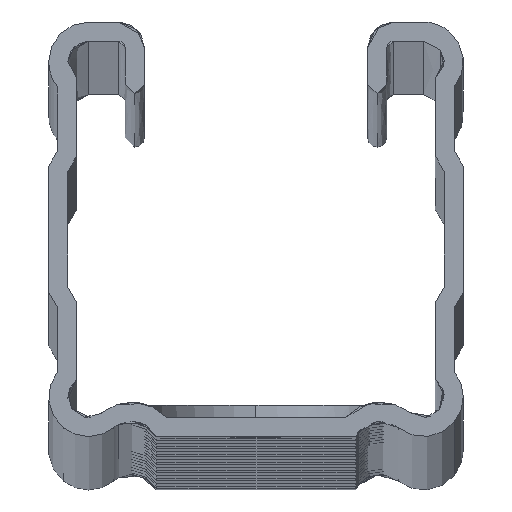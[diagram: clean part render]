
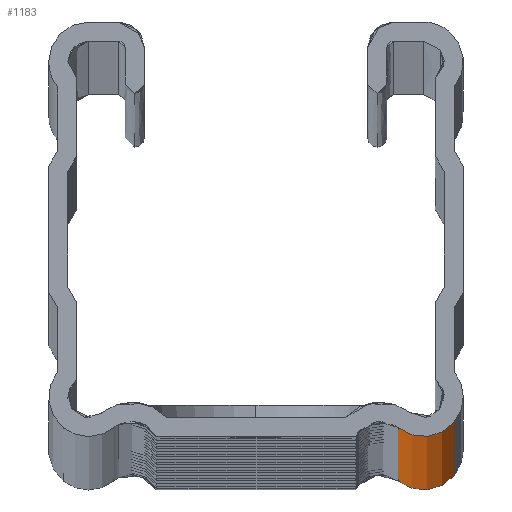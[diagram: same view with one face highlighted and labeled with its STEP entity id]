
A CAD part, top view. The second image highlights one B-rep face of the part: STEP entity #1183.
In plain terms, the highlighted free-form (B-spline) face has degree [3, 1] with [4, 2] control points.
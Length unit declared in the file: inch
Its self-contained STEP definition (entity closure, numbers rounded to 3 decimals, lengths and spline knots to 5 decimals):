
#1183=ADVANCED_FACE('',(#2245),#2246,.T.);
#2245=FACE_OUTER_BOUND('',#5052,.T.);
#2246=B_SPLINE_SURFACE_WITH_KNOTS('',3,1,((#5053,#5054),(#5055,#5056),(#5057,#5058),(#5059,#5060)),.UNSPECIFIED.,.F.,.F.,.F.,(4,4),(2,2),(-1.0,-0.0),(0.0,120.0),.UNSPECIFIED.);
#5052=EDGE_LOOP('',(#7675,#7676,#7677,#7678));
#5053=CARTESIAN_POINT('',(1.31277,0.00019,0.0));
#5054=CARTESIAN_POINT('',(1.31277,0.00019,120.0));
#5055=CARTESIAN_POINT('',(1.37949,-0.05431,0.0));
#5056=CARTESIAN_POINT('',(1.37949,-0.05431,120.0));
#5057=CARTESIAN_POINT('',(1.47777,-0.04441,0.0));
#5058=CARTESIAN_POINT('',(1.47777,-0.04441,120.0));
#5059=CARTESIAN_POINT('',(1.53228,0.02231,0.0));
#5060=CARTESIAN_POINT('',(1.53228,0.02231,120.0));
#7675=ORIENTED_EDGE('',*,*,#8884,.T.);
#7676=ORIENTED_EDGE('',*,*,#8638,.F.);
#7677=ORIENTED_EDGE('',*,*,#9183,.F.);
#7678=ORIENTED_EDGE('',*,*,#8219,.T.);
#8219=EDGE_CURVE('',#9744,#9742,#9745,.T.);
#8638=EDGE_CURVE('',#10430,#10432,#10433,.T.);
#8884=EDGE_CURVE('',#9742,#10432,#10779,.T.);
#9183=EDGE_CURVE('',#9744,#10430,#11137,.T.);
#9742=VERTEX_POINT('',#12433);
#9744=VERTEX_POINT('',#12438);
#9745=LINE('',#12439,#12440);
#10430=VERTEX_POINT('',#14275);
#10432=VERTEX_POINT('',#14280);
#10433=LINE('',#14281,#14282);
#10779=B_SPLINE_CURVE_WITH_KNOTS('',3,(#15308,#15309,#15310,#15311),.UNSPECIFIED.,.F.,.F.,(4,4),(0.0,1.0),.UNSPECIFIED.);
#11137=B_SPLINE_CURVE_WITH_KNOTS('',3,(#16416,#16417,#16418,#16419),.UNSPECIFIED.,.F.,.F.,(4,4),(0.0,1.0),.UNSPECIFIED.);
#12433=CARTESIAN_POINT('',(1.53228,0.02231,120.0));
#12438=CARTESIAN_POINT('',(1.53228,0.02231,0.0));
#12439=CARTESIAN_POINT('',(1.53228,0.02231,0.0));
#12440=VECTOR('',#16628,1.0);
#14275=CARTESIAN_POINT('',(1.31277,0.00019,0.0));
#14280=CARTESIAN_POINT('',(1.31277,0.00019,120.0));
#14281=CARTESIAN_POINT('',(1.31277,0.00019,0.0));
#14282=VECTOR('',#16772,1.0);
#15308=CARTESIAN_POINT('',(1.53228,0.02231,120.0));
#15309=CARTESIAN_POINT('',(1.47777,-0.04441,120.0));
#15310=CARTESIAN_POINT('',(1.37949,-0.05431,120.0));
#15311=CARTESIAN_POINT('',(1.31277,0.00019,120.0));
#16416=CARTESIAN_POINT('',(1.53228,0.02231,0.0));
#16417=CARTESIAN_POINT('',(1.47777,-0.04441,0.0));
#16418=CARTESIAN_POINT('',(1.37949,-0.05431,0.0));
#16419=CARTESIAN_POINT('',(1.31277,0.00019,0.0));
#16628=DIRECTION('',(0.0,0.0,1.0));
#16772=DIRECTION('',(0.0,0.0,1.0));
